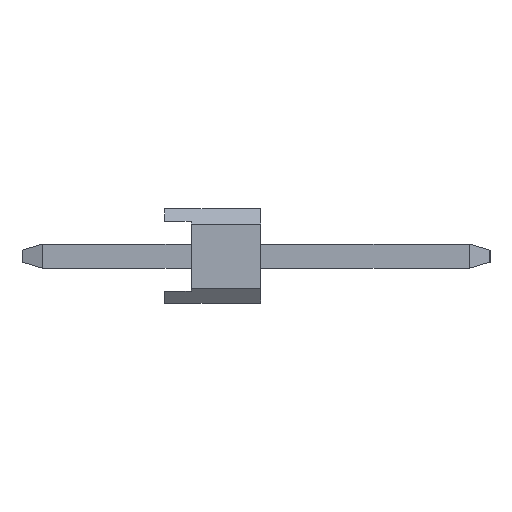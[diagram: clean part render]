
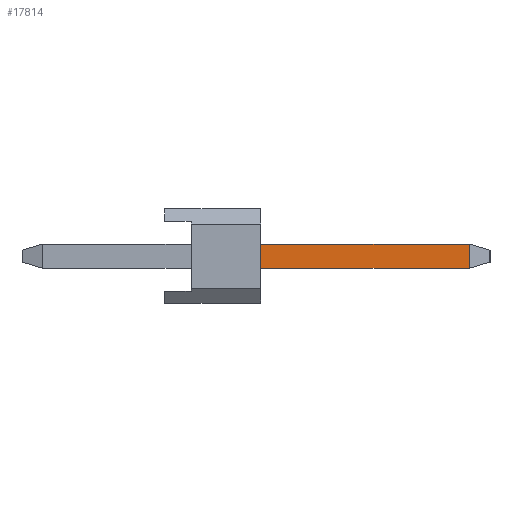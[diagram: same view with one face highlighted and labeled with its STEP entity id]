
A CAD part, left-side view. The second image highlights one B-rep face of the part: STEP entity #17814.
In plain terms, the highlighted planar face has unit normal (-1, 0, 0).
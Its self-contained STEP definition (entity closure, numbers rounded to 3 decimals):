
#6656=EDGE_CURVE('',#16358,#17738,#19027,.T.);
#10182=VERTEX_POINT('',#22900);
#14242=EDGE_CURVE('',#17738,#16576,#27431,.T.);
#16228=EDGE_CURVE('',#16576,#10182,#29606,.T.);
#16358=VERTEX_POINT('',#29748);
#16576=VERTEX_POINT('',#29984);
#17738=VERTEX_POINT('',#31265);
#17806=EDGE_CURVE('',#10182,#16358,#31338,.T.);
#17814=ADVANCED_FACE('',(#31346),#31347,.T.);
#19027=LINE('',#32845,#32846);
#22900=CARTESIAN_POINT('',(-49.85,-8.074,0.32));
#27431=LINE('',#44977,#44978);
#29606=LINE('',#48142,#48143);
#29748=CARTESIAN_POINT('',(-49.85,-8.074,-0.32));
#29984=CARTESIAN_POINT('',(-49.85,-2.54,0.32));
#31265=CARTESIAN_POINT('',(-49.85,-2.54,-0.32));
#31338=LINE('',#50644,#50645);
#31346=FACE_OUTER_BOUND('',#50657,.T.);
#31347=PLANE('',#50658);
#32845=CARTESIAN_POINT('',(-49.85,3.234,-0.32));
#32846=VECTOR('',#52281,1.0);
#44977=CARTESIAN_POINT('',(-49.85,-2.54,0.252));
#44978=VECTOR('',#61193,1.0);
#48142=CARTESIAN_POINT('',(-49.85,-2.42,0.32));
#48143=VECTOR('',#63242,1.0);
#50644=CARTESIAN_POINT('',(-49.85,-8.074,0.5));
#50645=VECTOR('',#64901,1.0);
#50657=EDGE_LOOP('',(#64905,#64906,#64907,#64908));
#50658=AXIS2_PLACEMENT_3D('',#64909,#64910,#64911);
#52281=DIRECTION('',(0.,1.0,0.));
#61193=DIRECTION('',(0.,0.,1.0));
#63242=DIRECTION('',(0.,-1.0,0.));
#64901=DIRECTION('',(0.0,0.,-1.0));
#64905=ORIENTED_EDGE('',*,*,#14242,.F.);
#64906=ORIENTED_EDGE('',*,*,#6656,.F.);
#64907=ORIENTED_EDGE('',*,*,#17806,.F.);
#64908=ORIENTED_EDGE('',*,*,#16228,.F.);
#64909=CARTESIAN_POINT('',(-49.85,3.234,0.5));
#64910=DIRECTION('',(-1.0,0.,0.));
#64911=DIRECTION('',(0.,1.0,0.));
